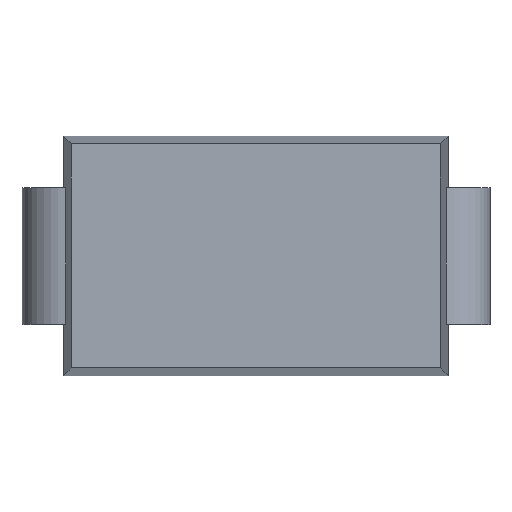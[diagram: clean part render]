
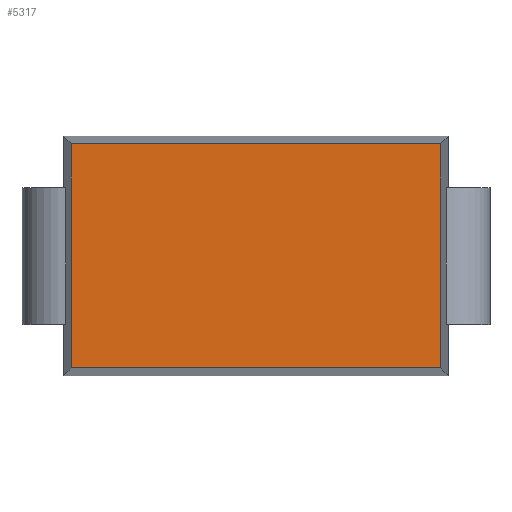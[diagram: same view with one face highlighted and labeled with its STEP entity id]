
A CAD part, top view. The second image highlights one B-rep face of the part: STEP entity #5317.
In plain terms, the highlighted planar face has unit normal (0, 0, 1).
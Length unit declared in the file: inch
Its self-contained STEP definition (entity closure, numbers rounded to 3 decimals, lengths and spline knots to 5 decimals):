
#167 = B_SPLINE_SURFACE_WITH_KNOTS('',1,1,(
    (#168,#169)
    ,(#170,#171
  )),.UNSPECIFIED.,.F.,.F.,.F.,(2,2),(2,2),(0.,4.5),(0.,1.),
  .PIECEWISE_BEZIER_KNOTS.);
#168 = CARTESIAN_POINT('',(0.08858,-0.05512,0.));
#169 = CARTESIAN_POINT('',(0.08495,-0.05157,
    0.04348));
#170 = CARTESIAN_POINT('',(-0.08858,-0.05512,0.));
#171 = CARTESIAN_POINT('',(-0.08513,-0.05157,
    0.04348));
#326 = B_SPLINE_SURFACE_WITH_KNOTS('',1,1,(
    (#327,#328)
    ,(#329,#330
  )),.UNSPECIFIED.,.F.,.F.,.F.,(2,2),(2,2),(0.,2.8),(0.,1.),
  .PIECEWISE_BEZIER_KNOTS.);
#327 = CARTESIAN_POINT('',(0.08858,0.05512,0.));
#328 = CARTESIAN_POINT('',(0.08495,0.05157,
    0.04348));
#329 = CARTESIAN_POINT('',(0.08858,-0.05512,0.));
#330 = CARTESIAN_POINT('',(0.08495,-0.05157,
    0.04348));
#1411 = VERTEX_POINT('',#1412);
#1412 = CARTESIAN_POINT('',(-0.08513,-0.05157,
    0.04348));
#1425 = B_SPLINE_SURFACE_WITH_KNOTS('',1,1,(
    (#1426,#1427)
    ,(#1428,#1429
    )),.UNSPECIFIED.,.F.,.F.,.F.,(2,2),(2,2),(0.,2.8),(0.,1.),
  .PIECEWISE_BEZIER_KNOTS.);
#1426 = CARTESIAN_POINT('',(-0.08858,-0.05512,0.)
  );
#1427 = CARTESIAN_POINT('',(-0.08513,-0.05157,
    0.04348));
#1428 = CARTESIAN_POINT('',(-0.08858,0.05512,0.));
#1429 = CARTESIAN_POINT('',(-0.08513,0.05157,
    0.04348));
#1437 = EDGE_CURVE('',#1438,#1411,#1440,.T.);
#1438 = VERTEX_POINT('',#1439);
#1439 = CARTESIAN_POINT('',(0.08495,-0.05157,
    0.04348));
#1440 = SURFACE_CURVE('',#1441,(#1445,#1451),.PCURVE_S1.);
#1441 = LINE('',#1442,#1443);
#1442 = CARTESIAN_POINT('',(0.08495,-0.05157,
    0.04348));
#1443 = VECTOR('',#1444,0.03937);
#1444 = DIRECTION('',(-1.,0.,0.));
#1445 = PCURVE('',#167,#1446);
#1446 = DEFINITIONAL_REPRESENTATION('',(#1447),#1450);
#1447 = B_SPLINE_CURVE_WITH_KNOTS('',1,(#1448,#1449),.UNSPECIFIED.,.F.,
  .F.,(2,2),(0.,4.32),.PIECEWISE_BEZIER_KNOTS.);
#1448 = CARTESIAN_POINT('',(0.,1.));
#1449 = CARTESIAN_POINT('',(4.5,1.));
#1450 = ( GEOMETRIC_REPRESENTATION_CONTEXT(2) 
PARAMETRIC_REPRESENTATION_CONTEXT() REPRESENTATION_CONTEXT('2D SPACE',''
  ) );
#1451 = PCURVE('',#1452,#1457);
#1452 = PLANE('',#1453);
#1453 = AXIS2_PLACEMENT_3D('',#1454,#1455,#1456);
#1454 = CARTESIAN_POINT('',(-0.08513,0.05157,
    0.04348));
#1455 = DIRECTION('',(0.,0.,1.));
#1456 = DIRECTION('',(0.855,-0.519,0.));
#1457 = DEFINITIONAL_REPRESENTATION('',(#1458),#1462);
#1458 = LINE('',#1459,#1460);
#1459 = CARTESIAN_POINT('',(0.199,0.));
#1460 = VECTOR('',#1461,1.);
#1461 = DIRECTION('',(-0.855,-0.519));
#1462 = ( GEOMETRIC_REPRESENTATION_CONTEXT(2) 
PARAMETRIC_REPRESENTATION_CONTEXT() REPRESENTATION_CONTEXT('2D SPACE',''
  ) );
#2635 = B_SPLINE_SURFACE_WITH_KNOTS('',1,1,(
    (#2636,#2637)
    ,(#2638,#2639
    )),.UNSPECIFIED.,.F.,.F.,.F.,(2,2),(2,2),(0.,4.5),(0.,1.),
  .PIECEWISE_BEZIER_KNOTS.);
#2636 = CARTESIAN_POINT('',(-0.08858,0.05512,0.));
#2637 = CARTESIAN_POINT('',(-0.08513,0.05157,
    0.04348));
#2638 = CARTESIAN_POINT('',(0.08858,0.05512,0.));
#2639 = CARTESIAN_POINT('',(0.08495,0.05157,
    0.04348));
#2729 = VERTEX_POINT('',#2730);
#2730 = CARTESIAN_POINT('',(0.08495,0.05157,
    0.04348));
#3707 = EDGE_CURVE('',#2729,#1438,#3708,.T.);
#3708 = SURFACE_CURVE('',#3709,(#3713,#3719),.PCURVE_S1.);
#3709 = LINE('',#3710,#3711);
#3710 = CARTESIAN_POINT('',(0.08495,0.05157,
    0.04348));
#3711 = VECTOR('',#3712,0.03937);
#3712 = DIRECTION('',(0.,-1.,0.));
#3713 = PCURVE('',#326,#3714);
#3714 = DEFINITIONAL_REPRESENTATION('',(#3715),#3718);
#3715 = B_SPLINE_CURVE_WITH_KNOTS('',1,(#3716,#3717),.UNSPECIFIED.,.F.,
  .F.,(2,2),(0.,2.62),.PIECEWISE_BEZIER_KNOTS.);
#3716 = CARTESIAN_POINT('',(0.,1.));
#3717 = CARTESIAN_POINT('',(2.8,1.));
#3718 = ( GEOMETRIC_REPRESENTATION_CONTEXT(2) 
PARAMETRIC_REPRESENTATION_CONTEXT() REPRESENTATION_CONTEXT('2D SPACE',''
  ) );
#3719 = PCURVE('',#1452,#3720);
#3720 = DEFINITIONAL_REPRESENTATION('',(#3721),#3725);
#3721 = LINE('',#3722,#3723);
#3722 = CARTESIAN_POINT('',(0.145,0.088));
#3723 = VECTOR('',#3724,1.);
#3724 = DIRECTION('',(0.519,-0.855));
#3725 = ( GEOMETRIC_REPRESENTATION_CONTEXT(2) 
PARAMETRIC_REPRESENTATION_CONTEXT() REPRESENTATION_CONTEXT('2D SPACE',''
  ) );
#5277 = VERTEX_POINT('',#5278);
#5278 = CARTESIAN_POINT('',(-0.08513,0.05157,
    0.04348));
#5298 = EDGE_CURVE('',#1411,#5277,#5299,.T.);
#5299 = SURFACE_CURVE('',#5300,(#5304,#5310),.PCURVE_S1.);
#5300 = LINE('',#5301,#5302);
#5301 = CARTESIAN_POINT('',(-0.08513,-0.05157,
    0.04348));
#5302 = VECTOR('',#5303,0.03937);
#5303 = DIRECTION('',(0.,1.,0.));
#5304 = PCURVE('',#1425,#5305);
#5305 = DEFINITIONAL_REPRESENTATION('',(#5306),#5309);
#5306 = B_SPLINE_CURVE_WITH_KNOTS('',1,(#5307,#5308),.UNSPECIFIED.,.F.,
  .F.,(2,2),(0.,2.62),.PIECEWISE_BEZIER_KNOTS.);
#5307 = CARTESIAN_POINT('',(0.,1.));
#5308 = CARTESIAN_POINT('',(2.8,1.));
#5309 = ( GEOMETRIC_REPRESENTATION_CONTEXT(2) 
PARAMETRIC_REPRESENTATION_CONTEXT() REPRESENTATION_CONTEXT('2D SPACE',''
  ) );
#5310 = PCURVE('',#1452,#5311);
#5311 = DEFINITIONAL_REPRESENTATION('',(#5312),#5316);
#5312 = LINE('',#5313,#5314);
#5313 = CARTESIAN_POINT('',(0.053,-0.088));
#5314 = VECTOR('',#5315,1.);
#5315 = DIRECTION('',(-0.519,0.855));
#5316 = ( GEOMETRIC_REPRESENTATION_CONTEXT(2) 
PARAMETRIC_REPRESENTATION_CONTEXT() REPRESENTATION_CONTEXT('2D SPACE',''
  ) );
#5317 = ADVANCED_FACE('',(#5318),#1452,.T.);
#5318 = FACE_BOUND('',#5319,.F.);
#5319 = EDGE_LOOP('',(#5320,#5340,#5341,#5342));
#5320 = ORIENTED_EDGE('',*,*,#5321,.T.);
#5321 = EDGE_CURVE('',#5277,#2729,#5322,.T.);
#5322 = SURFACE_CURVE('',#5323,(#5327,#5334),.PCURVE_S1.);
#5323 = LINE('',#5324,#5325);
#5324 = CARTESIAN_POINT('',(-0.08513,0.05157,
    0.04348));
#5325 = VECTOR('',#5326,0.03937);
#5326 = DIRECTION('',(1.,0.,0.));
#5327 = PCURVE('',#1452,#5328);
#5328 = DEFINITIONAL_REPRESENTATION('',(#5329),#5333);
#5329 = LINE('',#5330,#5331);
#5330 = CARTESIAN_POINT('',(0.,0.));
#5331 = VECTOR('',#5332,1.);
#5332 = DIRECTION('',(0.855,0.519));
#5333 = ( GEOMETRIC_REPRESENTATION_CONTEXT(2) 
PARAMETRIC_REPRESENTATION_CONTEXT() REPRESENTATION_CONTEXT('2D SPACE',''
  ) );
#5334 = PCURVE('',#2635,#5335);
#5335 = DEFINITIONAL_REPRESENTATION('',(#5336),#5339);
#5336 = B_SPLINE_CURVE_WITH_KNOTS('',1,(#5337,#5338),.UNSPECIFIED.,.F.,
  .F.,(2,2),(0.,4.32),.PIECEWISE_BEZIER_KNOTS.);
#5337 = CARTESIAN_POINT('',(0.,1.));
#5338 = CARTESIAN_POINT('',(4.5,1.));
#5339 = ( GEOMETRIC_REPRESENTATION_CONTEXT(2) 
PARAMETRIC_REPRESENTATION_CONTEXT() REPRESENTATION_CONTEXT('2D SPACE',''
  ) );
#5340 = ORIENTED_EDGE('',*,*,#3707,.T.);
#5341 = ORIENTED_EDGE('',*,*,#1437,.T.);
#5342 = ORIENTED_EDGE('',*,*,#5298,.T.);
